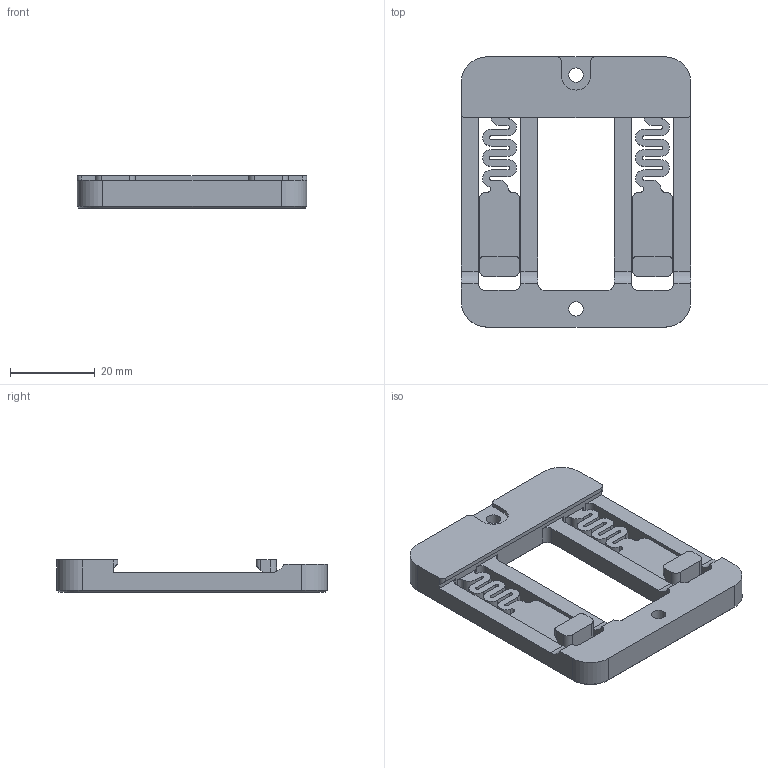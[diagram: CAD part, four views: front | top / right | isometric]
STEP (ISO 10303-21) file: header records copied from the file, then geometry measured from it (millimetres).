
FILE_DESCRIPTION(/* description */ (''),/* implementation_level */ '2;1');
FILE_NAME(/* name */ 'RS-50-5 PSU Bracket v1.step',/* time_stamp */ '2024-07-01T16:19:56-07:00',/* author */ (''),/* organization */ (''),/* preprocessor_version */ 'ST-DEVELOPER v20',/* originating_system */ 'Autodesk Translation Framework v13.14.0.145',/* authorisation */ '');
FILE_SCHEMA (('AUTOMOTIVE_DESIGN { 1 0 10303 214 3 1 1 }'));
Length unit declared in the file: millimetre
Products named in the file (1): RS-50-5 PSU Bracket
Bounding box: 54 x 63.6 x 7.6 mm (x, y, z)
Volume: 13765.3 mm3; surface area: 9369.7 mm2
Topology: 1 solids, 1 shells, 307 faces, 774 edges, 474 vertices
Faces by surface type: plane 146, cylinder 95, cone 66
Full cylindrical faces by diameter (mm): 3.4 x2
Entity records: 9156 total; most frequent: DIRECTION 1646, CARTESIAN_POINT 1556, ORIENTED_EDGE 1548, EDGE_CURVE 774, AXIS2_PLACEMENT_3D 564, LINE 518, VECTOR 518, VERTEX_POINT 474
